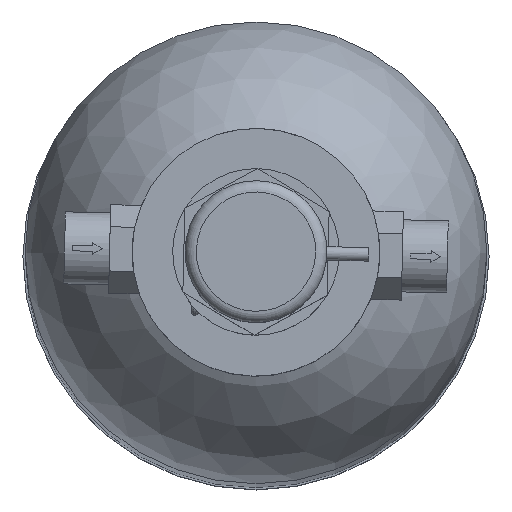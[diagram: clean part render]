
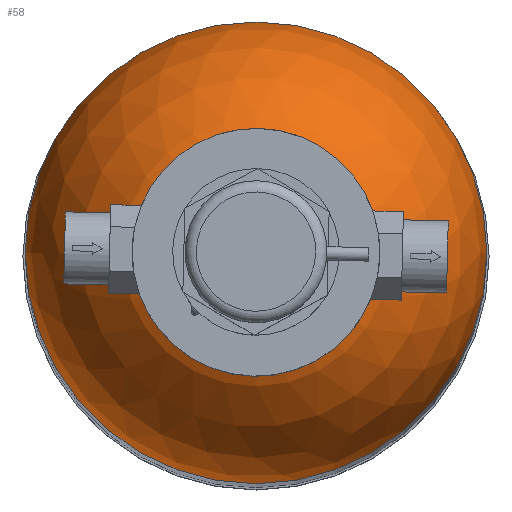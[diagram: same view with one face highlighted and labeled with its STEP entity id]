
A CAD part, top view. The second image highlights one B-rep face of the part: STEP entity #58.
In plain terms, the highlighted spherical face has radius 102.5 mm.
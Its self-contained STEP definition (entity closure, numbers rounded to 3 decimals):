
#58=ADVANCED_FACE('',(#3100,#3102),#3104,.T.);
#3100=FACE_OUTER_BOUND('',#3101,.T.);
#3101=EDGE_LOOP('',(#5556));
#3102=FACE_OUTER_BOUND('',#3103,.T.);
#3103=EDGE_LOOP('',(#5557));
#3104=SPHERICAL_SURFACE('',#3105,102.5);
#3105=AXIS2_PLACEMENT_3D('',#3106,#3107,#3108);
#3106=CARTESIAN_POINT('',(0.,0.,1022.798));
#3107=DIRECTION('',(0.,-0.,-1.));
#3108=DIRECTION('',(-1.,0.,0.));
#5556=ORIENTED_EDGE('',*,*,#7340,.F.);
#5557=ORIENTED_EDGE('',*,*,#7341,.F.);
#7340=EDGE_CURVE('',#8232,#8232,#8233,.F.);
#7341=EDGE_CURVE('',#8234,#8234,#8235,.T.);
#8232=VERTEX_POINT('',#9725);
#8233=CIRCLE('',#9726,38.);
#8234=VERTEX_POINT('',#9730);
#8235=CIRCLE('',#9731,102.5);
#9725=CARTESIAN_POINT('',(-38.,0.,1117.994));
#9726=AXIS2_PLACEMENT_3D('',#9727,#9728,#9729);
#9727=CARTESIAN_POINT('',(0.,0.,1117.994));
#9728=DIRECTION('',(0.,0.,-1.));
#9729=DIRECTION('',(-1.,0.,0.));
#9730=CARTESIAN_POINT('',(-102.5,0.,1022.798));
#9731=AXIS2_PLACEMENT_3D('',#9732,#9733,#9734);
#9732=CARTESIAN_POINT('',(0.,0.,1022.798));
#9733=DIRECTION('',(0.,0.,-1.));
#9734=DIRECTION('',(-1.,0.,0.));
